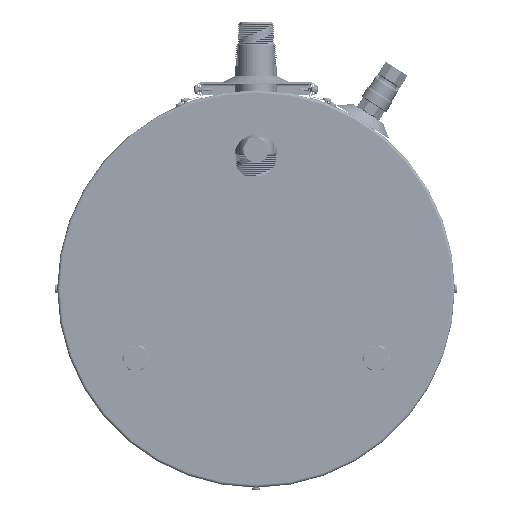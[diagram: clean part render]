
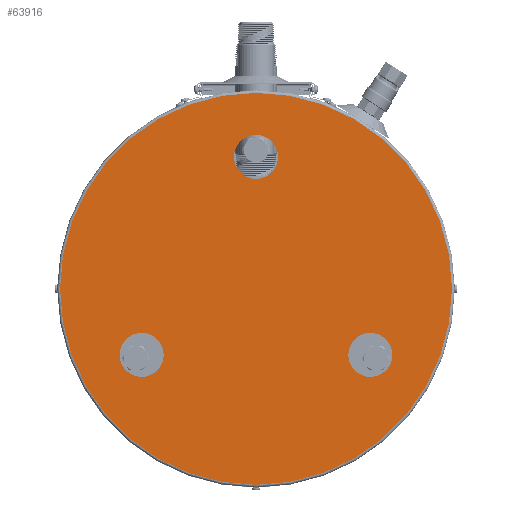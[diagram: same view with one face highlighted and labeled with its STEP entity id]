
A CAD part, front view. The second image highlights one B-rep face of the part: STEP entity #63916.
In plain terms, the highlighted planar face has unit normal (0, -1, 0).
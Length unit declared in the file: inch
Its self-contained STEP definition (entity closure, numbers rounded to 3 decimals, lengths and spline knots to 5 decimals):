
#5781 = CARTESIAN_POINT ( 'NONE',  ( 0., -0.53, 6. ) ) ;
#6003 = DIRECTION ( 'NONE',  ( -1., 0., 0. ) ) ;
#7489 = FACE_BOUND ( 'NONE', #137703, .T. ) ;
#9401 = ORIENTED_EDGE ( 'NONE', *, *, #55899, .T. ) ;
#9539 = DIRECTION ( 'NONE',  ( 0., -1., 0. ) ) ;
#10412 = CARTESIAN_POINT ( 'NONE',  ( -6.19615, -0.53, -3. ) ) ;
#15984 = DIRECTION ( 'NONE',  ( -1., 0., 0. ) ) ;
#18062 = DIRECTION ( 'NONE',  ( 0., 1., 0. ) ) ;
#18087 = CIRCLE ( 'NONE', #44960, 1. ) ;
#21502 = DIRECTION ( 'NONE',  ( 1., 0., 0. ) ) ;
#22724 = AXIS2_PLACEMENT_3D ( 'NONE', #53779, #9539, #21502 ) ;
#25796 = EDGE_LOOP ( 'NONE', ( #30231 ) ) ;
#27109 = EDGE_CURVE ( 'NONE', #87728, #87728, #34100, .T. ) ;
#30231 = ORIENTED_EDGE ( 'NONE', *, *, #61276, .T. ) ;
#34028 = EDGE_LOOP ( 'NONE', ( #9401 ) ) ;
#34100 = CIRCLE ( 'NONE', #121605, 1. ) ;
#42531 = AXIS2_PLACEMENT_3D ( 'NONE', #5781, #122558, #69723 ) ;
#44960 = AXIS2_PLACEMENT_3D ( 'NONE', #81904, #137454, #135388 ) ;
#52783 = VERTEX_POINT ( 'NONE', #128819 ) ;
#53526 = ORIENTED_EDGE ( 'NONE', *, *, #138111, .T. ) ;
#53779 = CARTESIAN_POINT ( 'NONE',  ( 0., -0.53, 0. ) ) ;
#54122 = AXIS2_PLACEMENT_3D ( 'NONE', #115082, #18062, #15984 ) ;
#55899 = EDGE_CURVE ( 'NONE', #123954, #123954, #60953, .T. ) ;
#60798 = CARTESIAN_POINT ( 'NONE',  ( -5.19615, -0.53, -3. ) ) ;
#60903 = FACE_OUTER_BOUND ( 'NONE', #34028, .T. ) ;
#60953 = CIRCLE ( 'NONE', #22724, 8.905 ) ;
#61276 = EDGE_CURVE ( 'NONE', #52783, #52783, #123488, .T. ) ;
#63916 = ADVANCED_FACE ( 'NONE', ( #7489, #72103, #135536, #60903 ), #112312, .F. ) ;
#69216 = ORIENTED_EDGE ( 'NONE', *, *, #27109, .T. ) ;
#69723 = DIRECTION ( 'NONE',  ( -1., 0., 0. ) ) ;
#72103 = FACE_BOUND ( 'NONE', #114668, .T. ) ;
#81904 = CARTESIAN_POINT ( 'NONE',  ( 5.19615, -0.53, -3. ) ) ;
#87728 = VERTEX_POINT ( 'NONE', #10412 ) ;
#103496 = CARTESIAN_POINT ( 'NONE',  ( 8.905, -0.53, 0. ) ) ;
#112312 = PLANE ( 'NONE',  #54122 ) ;
#112907 = DIRECTION ( 'NONE',  ( 0., 1., 0. ) ) ;
#114295 = CARTESIAN_POINT ( 'NONE',  ( 4.19615, -0.53, -3. ) ) ;
#114668 = EDGE_LOOP ( 'NONE', ( #69216 ) ) ;
#115082 = CARTESIAN_POINT ( 'NONE',  ( 0., -0.53, 0. ) ) ;
#121605 = AXIS2_PLACEMENT_3D ( 'NONE', #60798, #112907, #6003 ) ;
#122558 = DIRECTION ( 'NONE',  ( 0., 1., 0. ) ) ;
#123488 = CIRCLE ( 'NONE', #42531, 1. ) ;
#123954 = VERTEX_POINT ( 'NONE', #103496 ) ;
#126239 = VERTEX_POINT ( 'NONE', #114295 ) ;
#128819 = CARTESIAN_POINT ( 'NONE',  ( -1., -0.53, 6. ) ) ;
#135388 = DIRECTION ( 'NONE',  ( -1., 0., 0. ) ) ;
#135536 = FACE_BOUND ( 'NONE', #25796, .T. ) ;
#137454 = DIRECTION ( 'NONE',  ( 0., 1., 0. ) ) ;
#137703 = EDGE_LOOP ( 'NONE', ( #53526 ) ) ;
#138111 = EDGE_CURVE ( 'NONE', #126239, #126239, #18087, .T. ) ;
